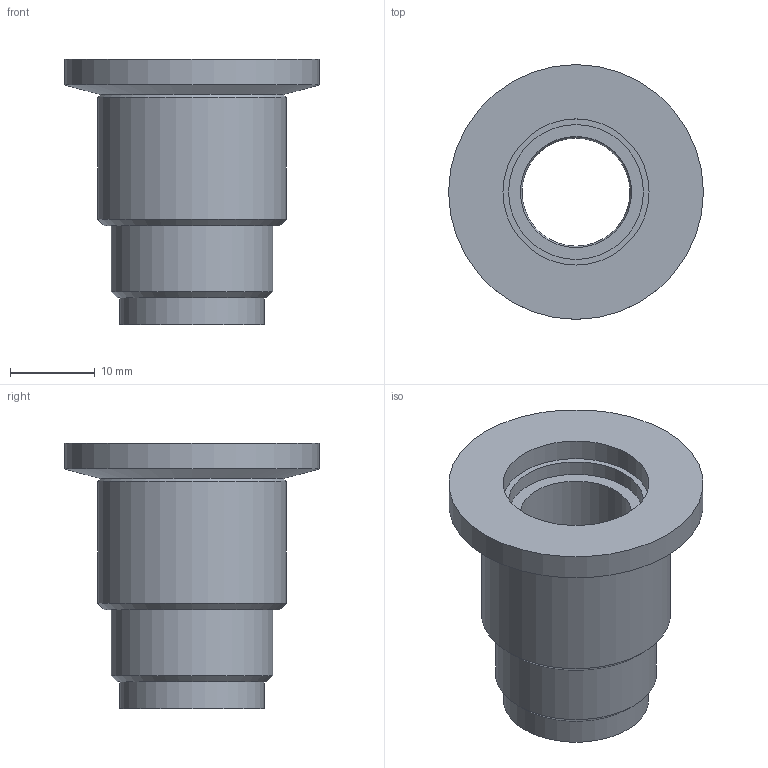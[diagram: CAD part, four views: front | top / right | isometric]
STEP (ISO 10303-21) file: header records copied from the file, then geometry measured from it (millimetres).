
FILE_DESCRIPTION(/* description */ (''),/* implementation_level */ '2;1');
FILE_NAME(/* name */ '1000003a.stp',/* time_stamp */ '2019-07-18T08:53:59-04:00',/* author */ ('Glen_C'),/* organization */ (''),/* preprocessor_version */ 'ST-DEVELOPER v16.13',/* originating_system */ 'Autodesk Inventor 2018',/* authorisation */ '');
FILE_SCHEMA (('AUTOMOTIVE_DESIGN { 1 0 10303 214 3 1 1 }'));
Length unit declared in the file: inch
Products named in the file (1): 1000003_S
Bounding box: 29.97 x 29.97 x 31.29 mm (x, y, z)
Volume: 7265.9 mm3; surface area: 4505.5 mm2
Topology: 1 solids, 1 shells, 25 faces, 49 edges, 30 vertices
Faces by surface type: cylinder 13, plane 6, cone 4, torus 2
Full cylindrical faces by diameter (mm): 12.7 x1, 13.081 x5, 15.875 x1, 17.018 x1, 17.196 x1, 18.999 x1, 21.59 x1, 22.225 x1, 29.972 x1
Entity records: 626 total; most frequent: DIRECTION 104, CARTESIAN_POINT 78, ORIENTED_EDGE 52, AXIS2_PLACEMENT_3D 52, EDGE_LOOP 50, CIRCLE 26, VERTEX_POINT 26, EDGE_CURVE 26
